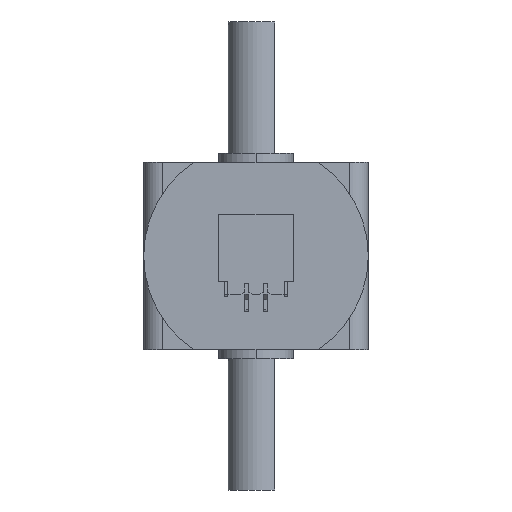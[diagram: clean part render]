
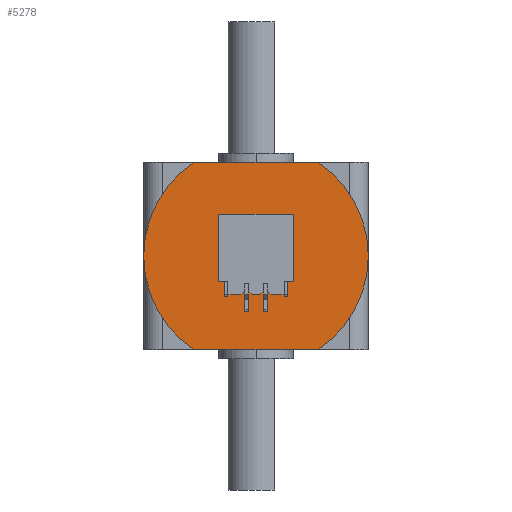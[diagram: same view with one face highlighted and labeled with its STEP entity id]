
A CAD part, front view. The second image highlights one B-rep face of the part: STEP entity #5278.
In plain terms, the highlighted planar face has unit normal (0, -1, 0).
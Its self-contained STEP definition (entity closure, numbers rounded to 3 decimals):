
#1782=DIRECTION('',(1.,0.,0.));
#1783=VECTOR('',#1782,0.2);
#1784=CARTESIAN_POINT('',(-1.7,-17.33,2.));
#1785=LINE('',#1784,#1783);
#1790=CARTESIAN_POINT('',(0.,-17.33,0.));
#1791=DIRECTION('',(0.,1.,0.));
#1792=DIRECTION('',(0.553,0.,0.833));
#1793=AXIS2_PLACEMENT_3D('',#1790,#1791,#1792);
#1795=DIRECTION('',(-1.,0.,0.));
#1796=VECTOR('',#1795,6.633);
#1797=CARTESIAN_POINT('',(3.317,-17.33,-5.));
#1798=LINE('',#1797,#1796);
#1799=CARTESIAN_POINT('',(0.,-17.33,0.));
#1800=DIRECTION('',(0.,1.,0.));
#1801=DIRECTION('',(-0.553,0.,-0.833));
#1802=AXIS2_PLACEMENT_3D('',#1799,#1800,#1801);
#1804=DIRECTION('',(1.,0.,0.));
#1805=VECTOR('',#1804,6.633);
#1806=CARTESIAN_POINT('',(-3.317,-17.33,5.));
#1807=LINE('',#1806,#1805);
#2018=DIRECTION('',(0.,0.,-1.));
#2019=VECTOR('',#2018,1.072);
#2020=CARTESIAN_POINT('',(-1.7,-17.33,2.));
#2021=LINE('',#2020,#2019);
#2190=DIRECTION('',(0.,0.,-1.));
#2191=VECTOR('',#2190,1.072);
#2192=CARTESIAN_POINT('',(-1.5,-17.33,2.));
#2193=LINE('',#2192,#2191);
#2208=DIRECTION('',(1.,0.,0.));
#2209=VECTOR('',#2208,0.2);
#2210=CARTESIAN_POINT('',(-1.7,-17.33,0.928));
#2211=LINE('',#2210,#2209);
#2224=DIRECTION('',(0.,0.,-1.));
#2225=VECTOR('',#2224,1.072);
#2226=CARTESIAN_POINT('',(1.5,-17.33,2.));
#2227=LINE('',#2226,#2225);
#2246=DIRECTION('',(-1.,0.,0.));
#2247=VECTOR('',#2246,0.2);
#2248=CARTESIAN_POINT('',(1.7,-17.33,2.));
#2249=LINE('',#2248,#2247);
#2254=DIRECTION('',(0.,0.,-1.));
#2255=VECTOR('',#2254,1.072);
#2256=CARTESIAN_POINT('',(1.7,-17.33,2.));
#2257=LINE('',#2256,#2255);
#2305=DIRECTION('',(-1.,0.,0.));
#2306=VECTOR('',#2305,0.2);
#2307=CARTESIAN_POINT('',(1.7,-17.33,0.928));
#2308=LINE('',#2307,#2306);
#2466=DIRECTION('',(0.,0.,1.));
#2467=VECTOR('',#2466,0.85);
#2468=CARTESIAN_POINT('',(0.4,-17.33,-2.88));
#2469=LINE('',#2468,#2467);
#2500=DIRECTION('',(1.,0.,0.));
#2501=VECTOR('',#2500,0.2);
#2502=CARTESIAN_POINT('',(0.4,-17.33,-2.03));
#2503=LINE('',#2502,#2501);
#2504=DIRECTION('',(0.,0.,1.));
#2505=VECTOR('',#2504,0.85);
#2506=CARTESIAN_POINT('',(0.6,-17.33,-2.88));
#2507=LINE('',#2506,#2505);
#2534=DIRECTION('',(-1.,0.,0.));
#2535=VECTOR('',#2534,0.2);
#2536=CARTESIAN_POINT('',(0.6,-17.33,-2.88));
#2537=LINE('',#2536,#2535);
#2662=DIRECTION('',(0.,0.,1.));
#2663=VECTOR('',#2662,0.85);
#2664=CARTESIAN_POINT('',(-0.6,-17.33,-2.88));
#2665=LINE('',#2664,#2663);
#2696=DIRECTION('',(1.,0.,0.));
#2697=VECTOR('',#2696,0.2);
#2698=CARTESIAN_POINT('',(-0.6,-17.33,-2.03));
#2699=LINE('',#2698,#2697);
#2700=DIRECTION('',(0.,0.,1.));
#2701=VECTOR('',#2700,0.85);
#2702=CARTESIAN_POINT('',(-0.4,-17.33,-2.88));
#2703=LINE('',#2702,#2701);
#2730=DIRECTION('',(-1.,0.,0.));
#2731=VECTOR('',#2730,0.2);
#2732=CARTESIAN_POINT('',(-0.4,-17.33,-2.88));
#2733=LINE('',#2732,#2731);
#3702=CARTESIAN_POINT('',(3.317,-17.33,5.));
#3703=CARTESIAN_POINT('',(3.317,-17.33,-5.));
#3704=VERTEX_POINT('',#3702);
#3705=VERTEX_POINT('',#3703);
#3706=CARTESIAN_POINT('',(-3.317,-17.33,-5.));
#3707=VERTEX_POINT('',#3706);
#3708=CARTESIAN_POINT('',(-3.317,-17.33,5.));
#3709=VERTEX_POINT('',#3708);
#3718=CARTESIAN_POINT('',(-1.7,-17.33,2.));
#3719=CARTESIAN_POINT('',(-1.7,-17.33,0.928));
#3720=VERTEX_POINT('',#3718);
#3721=VERTEX_POINT('',#3719);
#3722=CARTESIAN_POINT('',(-1.5,-17.33,2.));
#3723=CARTESIAN_POINT('',(-1.5,-17.33,0.928));
#3724=VERTEX_POINT('',#3722);
#3725=VERTEX_POINT('',#3723);
#3726=CARTESIAN_POINT('',(1.7,-17.33,2.));
#3727=CARTESIAN_POINT('',(1.7,-17.33,0.928));
#3728=VERTEX_POINT('',#3726);
#3729=VERTEX_POINT('',#3727);
#3730=CARTESIAN_POINT('',(1.5,-17.33,0.928));
#3731=VERTEX_POINT('',#3730);
#3732=CARTESIAN_POINT('',(1.5,-17.33,2.));
#3733=VERTEX_POINT('',#3732);
#3734=CARTESIAN_POINT('',(0.6,-17.33,-2.88));
#3735=CARTESIAN_POINT('',(0.6,-17.33,-2.03));
#3736=VERTEX_POINT('',#3734);
#3737=VERTEX_POINT('',#3735);
#3738=CARTESIAN_POINT('',(0.4,-17.33,-2.88));
#3739=CARTESIAN_POINT('',(0.4,-17.33,-2.03));
#3740=VERTEX_POINT('',#3738);
#3741=VERTEX_POINT('',#3739);
#3742=CARTESIAN_POINT('',(-0.4,-17.33,-2.88));
#3743=CARTESIAN_POINT('',(-0.4,-17.33,-2.03));
#3744=VERTEX_POINT('',#3742);
#3745=VERTEX_POINT('',#3743);
#3746=CARTESIAN_POINT('',(-0.6,-17.33,-2.88));
#3747=CARTESIAN_POINT('',(-0.6,-17.33,-2.03));
#3748=VERTEX_POINT('',#3746);
#3749=VERTEX_POINT('',#3747);
#5224=CARTESIAN_POINT('',(0.,-17.33,-0.741));
#5225=DIRECTION('',(0.,1.,0.));
#5226=DIRECTION('',(0.,0.,1.));
#5227=AXIS2_PLACEMENT_3D('',#5224,#5225,#5226);
#5228=PLANE('',#5227);
#5230=ORIENTED_EDGE('',*,*,#5229,.T.);
#5232=ORIENTED_EDGE('',*,*,#5231,.T.);
#5234=ORIENTED_EDGE('',*,*,#5233,.T.);
#5236=ORIENTED_EDGE('',*,*,#5235,.T.);
#5237=EDGE_LOOP('',(#5230,#5232,#5234,#5236));
#5238=FACE_OUTER_BOUND('',#5237,.F.);
#5240=ORIENTED_EDGE('',*,*,#5239,.T.);
#5242=ORIENTED_EDGE('',*,*,#5241,.T.);
#5244=ORIENTED_EDGE('',*,*,#5243,.F.);
#5245=ORIENTED_EDGE('',*,*,#5205,.F.);
#5246=EDGE_LOOP('',(#5240,#5242,#5244,#5245));
#5247=FACE_BOUND('',#5246,.F.);
#5249=ORIENTED_EDGE('',*,*,#5248,.F.);
#5251=ORIENTED_EDGE('',*,*,#5250,.T.);
#5253=ORIENTED_EDGE('',*,*,#5252,.T.);
#5255=ORIENTED_EDGE('',*,*,#5254,.F.);
#5256=EDGE_LOOP('',(#5249,#5251,#5253,#5255));
#5257=FACE_BOUND('',#5256,.F.);
#5259=ORIENTED_EDGE('',*,*,#5258,.T.);
#5261=ORIENTED_EDGE('',*,*,#5260,.F.);
#5263=ORIENTED_EDGE('',*,*,#5262,.F.);
#5265=ORIENTED_EDGE('',*,*,#5264,.F.);
#5266=EDGE_LOOP('',(#5259,#5261,#5263,#5265));
#5267=FACE_BOUND('',#5266,.F.);
#5269=ORIENTED_EDGE('',*,*,#5268,.T.);
#5271=ORIENTED_EDGE('',*,*,#5270,.F.);
#5273=ORIENTED_EDGE('',*,*,#5272,.F.);
#5275=ORIENTED_EDGE('',*,*,#5274,.F.);
#5276=EDGE_LOOP('',(#5269,#5271,#5273,#5275));
#5277=FACE_BOUND('',#5276,.F.);
#5278=ADVANCED_FACE('',(#5238,#5247,#5257,#5267,#5277),#5228,.F.);
#1794=CIRCLE('',#1793,6.);
#1803=CIRCLE('',#1802,6.);
#5205=EDGE_CURVE('',#3720,#3724,#1785,.T.);
#5229=EDGE_CURVE('',#3704,#3705,#1794,.T.);
#5231=EDGE_CURVE('',#3705,#3707,#1798,.T.);
#5233=EDGE_CURVE('',#3707,#3709,#1803,.T.);
#5235=EDGE_CURVE('',#3709,#3704,#1807,.T.);
#5239=EDGE_CURVE('',#3720,#3721,#2021,.T.);
#5241=EDGE_CURVE('',#3721,#3725,#2211,.T.);
#5243=EDGE_CURVE('',#3724,#3725,#2193,.T.);
#5248=EDGE_CURVE('',#3728,#3729,#2257,.T.);
#5250=EDGE_CURVE('',#3728,#3733,#2249,.T.);
#5252=EDGE_CURVE('',#3733,#3731,#2227,.T.);
#5254=EDGE_CURVE('',#3729,#3731,#2308,.T.);
#5258=EDGE_CURVE('',#3736,#3737,#2507,.T.);
#5260=EDGE_CURVE('',#3741,#3737,#2503,.T.);
#5262=EDGE_CURVE('',#3740,#3741,#2469,.T.);
#5264=EDGE_CURVE('',#3736,#3740,#2537,.T.);
#5268=EDGE_CURVE('',#3744,#3745,#2703,.T.);
#5270=EDGE_CURVE('',#3749,#3745,#2699,.T.);
#5272=EDGE_CURVE('',#3748,#3749,#2665,.T.);
#5274=EDGE_CURVE('',#3744,#3748,#2733,.T.);
